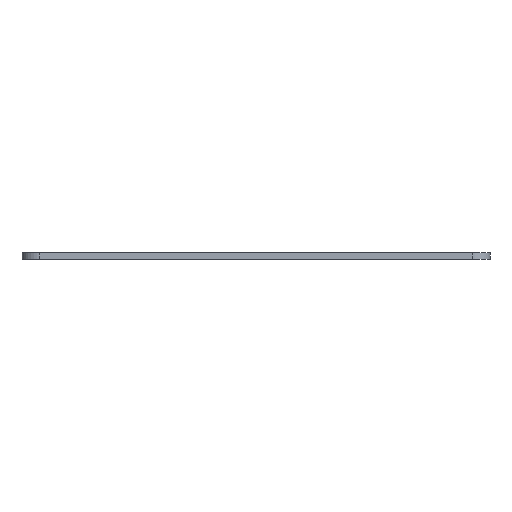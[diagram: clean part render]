
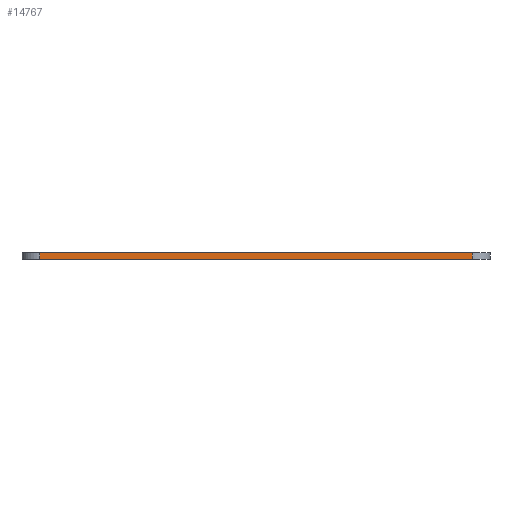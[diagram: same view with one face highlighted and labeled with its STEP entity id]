
A CAD part, left-side view. The second image highlights one B-rep face of the part: STEP entity #14767.
In plain terms, the highlighted planar face has unit normal (-1, 0, 0).
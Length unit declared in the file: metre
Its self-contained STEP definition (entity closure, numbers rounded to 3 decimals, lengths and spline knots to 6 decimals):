
#1003=LINE('',#19717,#2276);
#1230=LINE('',#20838,#2503);
#1231=LINE('',#20840,#2504);
#1232=LINE('',#20842,#2505);
#2276=VECTOR('',#16487,1.);
#2503=VECTOR('',#17090,1.);
#2504=VECTOR('',#17091,1.);
#2505=VECTOR('',#17092,1.);
#4136=ORIENTED_EDGE('',*,*,#8235,.F.);
#4137=ORIENTED_EDGE('',*,*,#8672,.T.);
#4138=ORIENTED_EDGE('',*,*,#8673,.T.);
#4139=ORIENTED_EDGE('',*,*,#8674,.T.);
#8235=EDGE_CURVE('',#10562,#10563,#1003,.T.);
#8672=EDGE_CURVE('',#10562,#10935,#1230,.T.);
#8673=EDGE_CURVE('',#10935,#10936,#1231,.T.);
#8674=EDGE_CURVE('',#10936,#10563,#1232,.F.);
#10562=VERTEX_POINT('',#19716);
#10563=VERTEX_POINT('',#19718);
#10935=VERTEX_POINT('',#20839);
#10936=VERTEX_POINT('',#20841);
#12767=EDGE_LOOP('',(#4136,#4137,#4138,#4139));
#13640=FACE_BOUND('',#12767,.T.);
#14449=PLANE('',#15718);
#14767=ADVANCED_FACE('',(#13640),#14449,.F.);
#15718=AXIS2_PLACEMENT_3D('',#20837,#17088,#17089);
#16487=DIRECTION('',(0.,-1.,0.));
#17088=DIRECTION('',(1.,0.,0.));
#17089=DIRECTION('',(0.,1.,0.));
#17090=DIRECTION('',(0.,0.,-1.));
#17091=DIRECTION('',(0.,-1.,0.));
#17092=DIRECTION('',(0.,0.,-1.));
#19716=CARTESIAN_POINT('',(-0.04937,0.05312,0.0015));
#19717=CARTESIAN_POINT('',(-0.04937,0.000545,0.0015));
#19718=CARTESIAN_POINT('',(-0.04937,-0.04388,0.0015));
#20837=CARTESIAN_POINT('',(-0.04937,0.000545,0.0015));
#20838=CARTESIAN_POINT('',(-0.04937,0.05312,0.));
#20839=CARTESIAN_POINT('',(-0.04937,0.05312,0.));
#20840=CARTESIAN_POINT('',(-0.04937,0.000545,0.));
#20841=CARTESIAN_POINT('',(-0.04937,-0.04388,0.));
#20842=CARTESIAN_POINT('',(-0.04937,-0.04388,0.0015));
